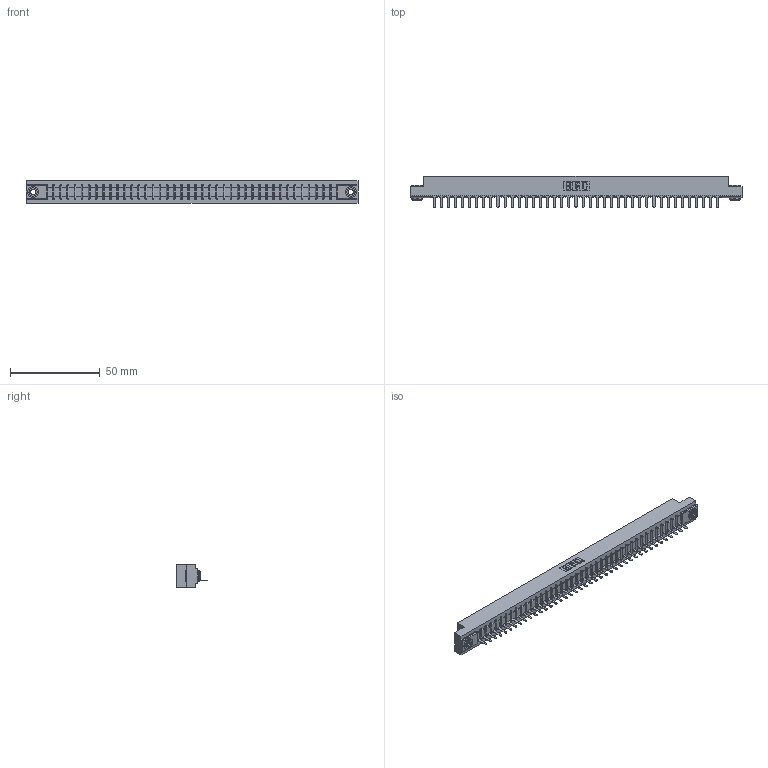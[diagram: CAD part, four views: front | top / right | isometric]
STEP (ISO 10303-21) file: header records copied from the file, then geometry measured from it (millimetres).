
FILE_DESCRIPTION (( 'STEP AP203' ), '1' );
FILE_NAME ('357-041-525-103.STEP', '2018-08-11T06:28:13', ( '' ), ( '' ), 'SwSTEP 2.0', 'SolidWorks 2016', '' );
FILE_SCHEMA (( 'CONFIG_CONTROL_DESIGN' ));
Length unit declared in the file: inch
Products named in the file (4): 345-250-002_345-250-002-102; 357-041-525-103; 307 Part_.156 Dia Mounting Holes; 307-290-001_525
Assembly tree (44 placements, depth 2):
  357-041-525-103
    307 Part_.156 Dia Mounting Holes
    307-290-001_525  x41
    345-250-002_345-250-002-102  x2
Bounding box: 185.47 x 17.42 x 12.7 mm (x, y, z)
Volume: 19217.9 mm3; surface area: 20337.7 mm2
Topology: 44 solids, 44 shells, 2508 faces, 7077 edges, 4546 vertices
Faces by surface type: plane 1611, cylinder 805, sphere 84, cone 8
Entity records: 36305 total; most frequent: CARTESIAN_POINT 6093, ORIENTED_EDGE 6070, DIRECTION 5941, EDGE_CURVE 3035, LINE 2321, VECTOR 2321, VERTEX_POINT 1962, AXIS2_PLACEMENT_3D 1810
